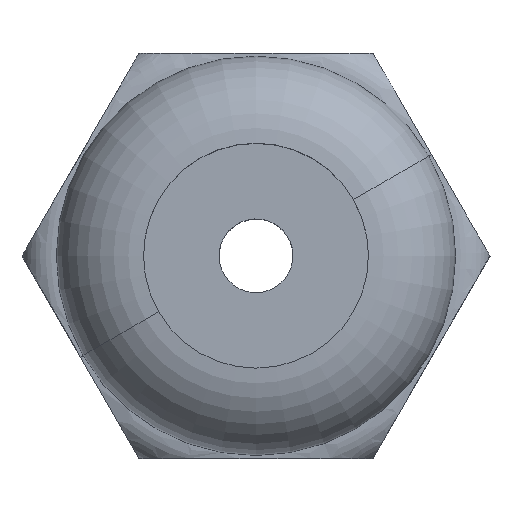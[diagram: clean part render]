
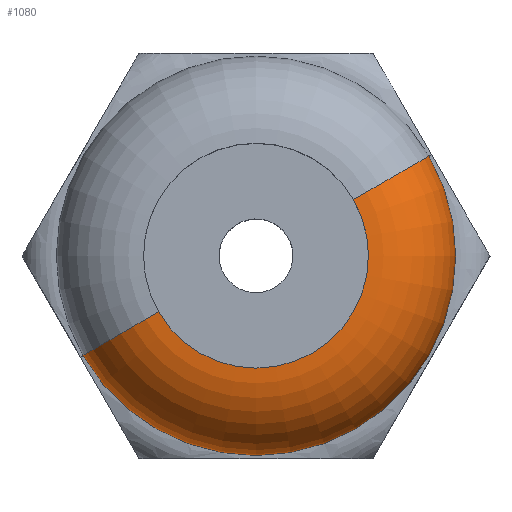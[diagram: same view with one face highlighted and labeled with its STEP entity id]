
A CAD part, top view. The second image highlights one B-rep face of the part: STEP entity #1080.
In plain terms, the highlighted toroidal (fillet/blend) face has major radius 9.11 mm and minor radius 7.13 mm.
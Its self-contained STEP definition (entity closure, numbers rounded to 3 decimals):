
#490=CARTESIAN_POINT('',(3.748,-25.464,
19.601));
#500=DIRECTION('',(0.695,-0.619,
0.366));
#510=DIRECTION('',(-0.557,-0.785,
-0.27));
#520=AXIS2_PLACEMENT_3D('',#490,#500,#510);
#530=CIRCLE('',#520,7.13);
#540=CARTESIAN_POINT('',(7.722,-19.865,
21.525));
#550=VERTEX_POINT('',#540);
#560=CARTESIAN_POINT('',(0.529,-25.32,
25.962));
#570=VERTEX_POINT('',#560);
#580=EDGE_CURVE('',#550,#570,#530,.T.);
#600=CARTESIAN_POINT('',(-4.568,-32.501,
23.495));
#610=DIRECTION('',(0.454,-0.016,
-0.891));
#620=DIRECTION('',(0.557,0.785,0.27
));
#630=AXIS2_PLACEMENT_3D('',#600,#610,#620);
#640=CIRCLE('',#630,9.145);
#650=CARTESIAN_POINT('',(-9.665,-39.682,
21.028));
#660=VERTEX_POINT('',#650);
#690=CARTESIAN_POINT('',(-6.406,-39.771,
14.687));
#700=DIRECTION('',(-0.695,0.619,
-0.366));
#710=DIRECTION('',(0.557,0.785,0.27
));
#720=AXIS2_PLACEMENT_3D('',#690,#700,#710);
#730=CIRCLE('',#720,7.13);
#740=CARTESIAN_POINT('',(-10.38,-45.37,
12.763));
#750=VERTEX_POINT('',#740);
#760=EDGE_CURVE('',#750,#660,#730,.T.);
#780=CARTESIAN_POINT('',(-1.329,-32.618,
17.144));
#790=DIRECTION('',(0.454,-0.016,
-0.891));
#800=DIRECTION('',(0.557,0.785,0.27
));
#810=AXIS2_PLACEMENT_3D('',#780,#790,#800);
#820=CIRCLE('',#810,16.24);
#950=CARTESIAN_POINT('',(-1.329,-32.618,
17.144));
#960=DIRECTION('',(0.454,-0.016,
-0.891));
#970=DIRECTION('',(0.557,0.785,0.27
));
#980=AXIS2_PLACEMENT_3D('',#950,#960,#970);
#990=TOROIDAL_SURFACE('',#980,9.11,7.13);
#1000=EDGE_CURVE('',#550,#750,#820,.T.);
#1010=ORIENTED_EDGE('',*,*,#1000,.F.);
#1020=ORIENTED_EDGE('',*,*,#760,.F.);
#1030=EDGE_CURVE('',#570,#660,#640,.T.);
#1040=ORIENTED_EDGE('',*,*,#1030,.T.);
#1050=ORIENTED_EDGE('',*,*,#580,.T.);
#1060=EDGE_LOOP('',(#1050,#1040,#1020,#1010));
#1070=FACE_OUTER_BOUND('',#1060,.T.);
#1080=ADVANCED_FACE('',(#1070),#990,.T.);
